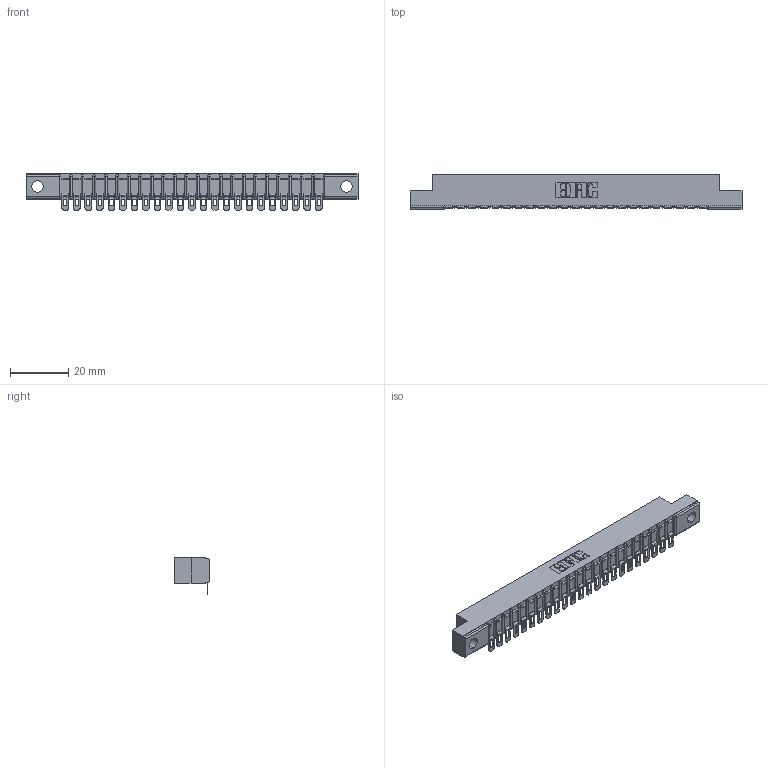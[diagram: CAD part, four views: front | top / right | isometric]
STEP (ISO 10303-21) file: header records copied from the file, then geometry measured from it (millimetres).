
FILE_DESCRIPTION (( 'STEP AP203' ), '1' );
FILE_NAME ('357-023-454-104.STEP', '2020-10-01T11:38:04', ( '' ), ( '' ), 'SwSTEP 2.0', 'SolidWorks 2020', '' );
FILE_SCHEMA (( 'CONFIG_CONTROL_DESIGN' ));
Length unit declared in the file: inch
Products named in the file (3): 307 Part_.156 Dia Mounting Holes; 357-023-454-104; 307-290-002_554
Assembly tree (24 placements, depth 2):
  357-023-454-104
    307 Part_.156 Dia Mounting Holes
    307-290-002_554  x23
Bounding box: 114.15 x 12.01 x 12.52 mm (x, y, z)
Volume: 7438.7 mm3; surface area: 13570.7 mm2
Topology: 24 solids, 24 shells, 2019 faces, 6178 edges, 4052 vertices
Faces by surface type: plane 1142, cylinder 829, sphere 48
Entity records: 23443 total; most frequent: CARTESIAN_POINT 3956, ORIENTED_EDGE 3944, DIRECTION 3850, EDGE_CURVE 1972, VECTOR 1502, LINE 1502, VERTEX_POINT 1280, AXIS2_PLACEMENT_3D 1174
